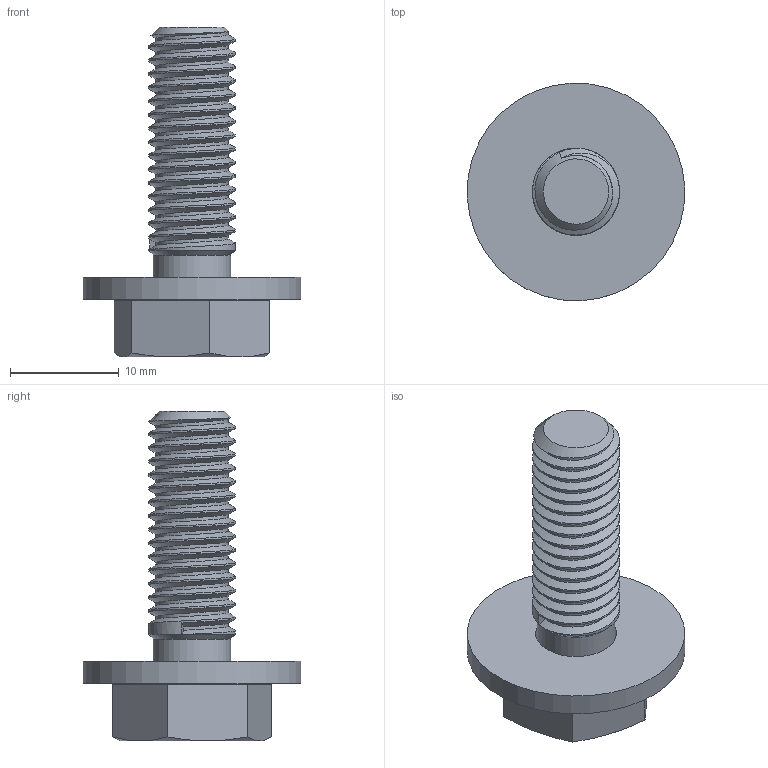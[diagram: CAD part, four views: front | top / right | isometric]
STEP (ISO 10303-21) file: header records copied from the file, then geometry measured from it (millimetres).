
FILE_DESCRIPTION(/* description */ (''),/* implementation_level */ '2;1');
FILE_NAME(/* name */ '16.stp',/* time_stamp */ '2024-06-26T09:13:01+08:00',/* author */ (''),/* organization */ (''),/* preprocessor_version */ 'ST-DEVELOPER v16.7',/* originating_system */ 'SIEMENS PLM Software NX 1946',/* authorisation */ '');
FILE_SCHEMA (('AUTOMOTIVE_DESIGN { 1 0 10303 214 3 1 1 1 }'));
Length unit declared in the file: millimetre
Products named in the file (1): zhenA0B01562mkin
Bounding box: 19.98 x 19.98 x 30.3 mm (x, y, z)
Volume: 2130.8 mm3; surface area: 1973.6 mm2
Topology: 2 solids, 2 shells, 31 faces, 67 edges, 42 vertices
Faces by surface type: plane 13, cone 9, cylinder 6, bspline 2, torus 1
Full cylindrical faces by diameter (mm): 7.11 x1, 7.42 x1, 11.63 x1, 20 x1
Entity records: 2549 total; most frequent: CARTESIAN_POINT 1926, DIRECTION 113, ORIENTED_EDGE 110, EDGE_CURVE 55, AXIS2_PLACEMENT_3D 48, EDGE_LOOP 41, VERTEX_POINT 38, ADVANCED_FACE 30
